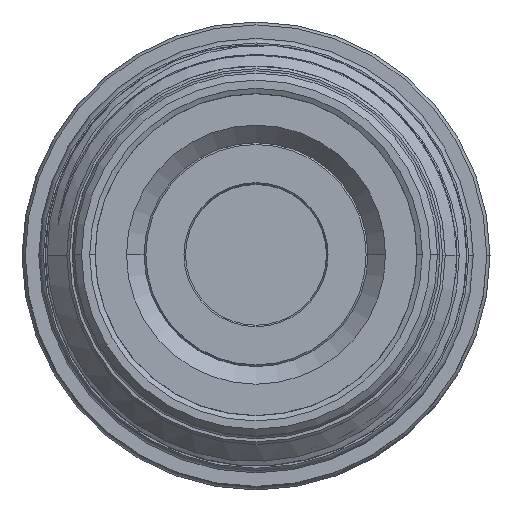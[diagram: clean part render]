
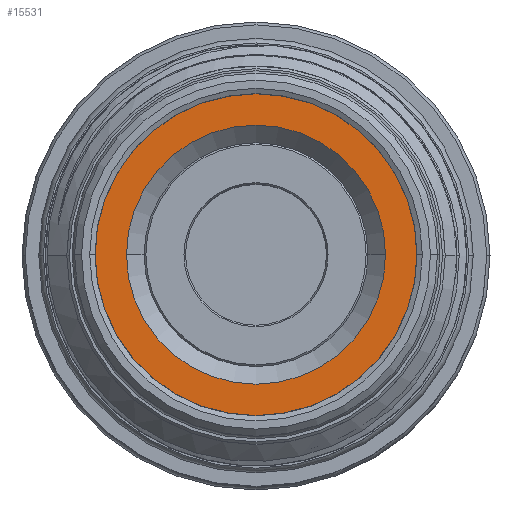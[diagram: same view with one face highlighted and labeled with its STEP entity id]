
A CAD part, top view. The second image highlights one B-rep face of the part: STEP entity #15531.
In plain terms, the highlighted planar face has unit normal (0, 0, 1).
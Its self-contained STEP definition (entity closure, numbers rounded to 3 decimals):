
#19 = EDGE_CURVE ( 'NONE', #13991, #7639, #18946, .T. ) ;
#904 = AXIS2_PLACEMENT_3D ( 'NONE', #9504, #2986, #14382 ) ;
#1867 = ORIENTED_EDGE ( 'NONE', *, *, #19, .F. ) ;
#2296 = EDGE_CURVE ( 'NONE', #3079, #3416, #16865, .T. ) ;
#2409 = AXIS2_PLACEMENT_3D ( 'NONE', #12328, #7314, #2638 ) ;
#2626 = AXIS2_PLACEMENT_3D ( 'NONE', #11065, #20842, #9241 ) ;
#2638 = DIRECTION ( 'NONE',  ( -1., 0., 0. ) ) ;
#2986 = DIRECTION ( 'NONE',  ( 0., 0., -1. ) ) ;
#3079 = VERTEX_POINT ( 'NONE', #12149 ) ;
#3097 = EDGE_LOOP ( 'NONE', ( #1867, #12129 ) ) ;
#3329 = FACE_BOUND ( 'NONE', #3097, .T. ) ;
#3416 = VERTEX_POINT ( 'NONE', #13406 ) ;
#4550 = DIRECTION ( 'NONE',  ( 0., 0., -1. ) ) ;
#4584 = AXIS2_PLACEMENT_3D ( 'NONE', #16066, #14524, #9868 ) ;
#5646 = EDGE_CURVE ( 'NONE', #3416, #3079, #15014, .T. ) ;
#5837 = EDGE_CURVE ( 'NONE', #7639, #13991, #11202, .T. ) ;
#6064 = AXIS2_PLACEMENT_3D ( 'NONE', #16000, #4550, #20837 ) ;
#7314 = DIRECTION ( 'NONE',  ( 0., 0., -1. ) ) ;
#7639 = VERTEX_POINT ( 'NONE', #18694 ) ;
#7979 = ORIENTED_EDGE ( 'NONE', *, *, #5646, .F. ) ;
#8053 = ORIENTED_EDGE ( 'NONE', *, *, #2296, .F. ) ;
#8831 = CARTESIAN_POINT ( 'NONE',  ( 14.7, 0., 72.286 ) ) ;
#9240 = FACE_OUTER_BOUND ( 'NONE', #14432, .T. ) ;
#9241 = DIRECTION ( 'NONE',  ( 1., 0., 0. ) ) ;
#9504 = CARTESIAN_POINT ( 'NONE',  ( 0., 0., 72.286 ) ) ;
#9518 = PLANE ( 'NONE',  #6064 ) ;
#9868 = DIRECTION ( 'NONE',  ( 1., 0., 0. ) ) ;
#11065 = CARTESIAN_POINT ( 'NONE',  ( 0., 0., 72.286 ) ) ;
#11202 = CIRCLE ( 'NONE', #4584, 14.7 ) ;
#12129 = ORIENTED_EDGE ( 'NONE', *, *, #5837, .F. ) ;
#12149 = CARTESIAN_POINT ( 'NONE',  ( 18.26, 0., 72.286 ) ) ;
#12328 = CARTESIAN_POINT ( 'NONE',  ( 0., 0., 72.286 ) ) ;
#13406 = CARTESIAN_POINT ( 'NONE',  ( -18.26, 0., 72.286 ) ) ;
#13991 = VERTEX_POINT ( 'NONE', #8831 ) ;
#14382 = DIRECTION ( 'NONE',  ( -1., 0., 0. ) ) ;
#14432 = EDGE_LOOP ( 'NONE', ( #7979, #8053 ) ) ;
#14524 = DIRECTION ( 'NONE',  ( 0., 0., 1. ) ) ;
#15014 = CIRCLE ( 'NONE', #2409, 18.26 ) ;
#15531 = ADVANCED_FACE ( 'NONE', ( #9240, #3329 ), #9518, .F. ) ;
#16000 = CARTESIAN_POINT ( 'NONE',  ( 0., 0., 72.286 ) ) ;
#16066 = CARTESIAN_POINT ( 'NONE',  ( 0., 0., 72.286 ) ) ;
#16865 = CIRCLE ( 'NONE', #904, 18.26 ) ;
#18694 = CARTESIAN_POINT ( 'NONE',  ( -14.7, 0., 72.286 ) ) ;
#18946 = CIRCLE ( 'NONE', #2626, 14.7 ) ;
#20837 = DIRECTION ( 'NONE',  ( -1., 0., 0. ) ) ;
#20842 = DIRECTION ( 'NONE',  ( 0., 0., 1. ) ) ;
